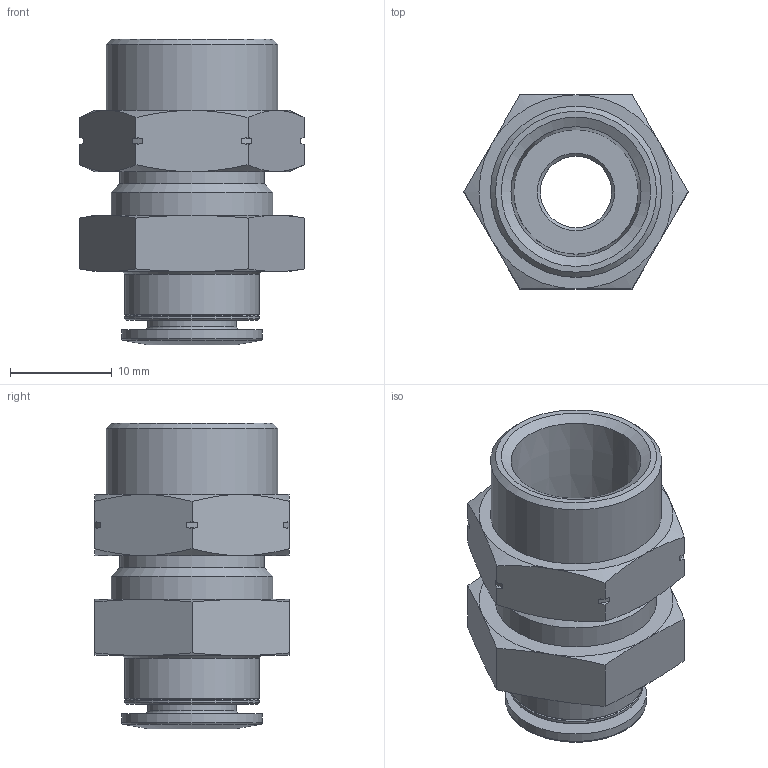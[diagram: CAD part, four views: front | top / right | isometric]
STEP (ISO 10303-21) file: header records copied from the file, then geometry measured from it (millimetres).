
FILE_DESCRIPTION(/* description */ ('STEP AP214'),/* implementation_level */ '2;1');
FILE_NAME(/* name */ '153773_QSSF-1_4-5_16-U',/* time_stamp */ '2024-09-14T16:17:08+02:00',/* author */ ('License CC BY-ND 4.0'),/* organization */ ('CADENAS'),/* preprocessor_version */ 'ST-DEVELOPER v19.3',/* originating_system */ 'PARTsolutions',/* authorisation */ ' ');
FILE_SCHEMA (('AUTOMOTIVE_DESIGN {1 0 10303 214 3 1 1}'));
Length unit declared in the file: millimetre
Products named in the file (3): 153773 QSSF-1/4-5/16-U; 153773 QSSF-1/4-5/16-U---(part); Flachmutter 5/8-18UNF-5.5-19.05
Assembly tree (2 placements, depth 2):
  153773 QSSF-1/4-5/16-U
    153773 QSSF-1/4-5/16-U---(part)
    Flachmutter 5/8-18UNF-5.5-19.05
Bounding box: 22 x 19.05 x 30 mm (x, y, z)
Volume: 4813.1 mm3; surface area: 3934.8 mm2
Topology: 2 solids, 2 shells, 90 faces, 199 edges, 119 vertices
Faces by surface type: cone 49, plane 22, cylinder 16, torus 3
Full cylindrical faces by diameter (mm): 7 x1, 7.938 x1, 8.738 x1, 13.196 x2, 13.8 x1, 14.196 x1, 14.501 x1, 15.875 x1, 16.8 x1
Entity records: 2924 total; most frequent: CARTESIAN_POINT 599, DIRECTION 356, ORIENTED_EDGE 344, EDGE_CURVE 172, AXIS2_PLACEMENT_3D 163, EDGE_LOOP 126, FACE_BOUND 126, VERTEX_POINT 118
